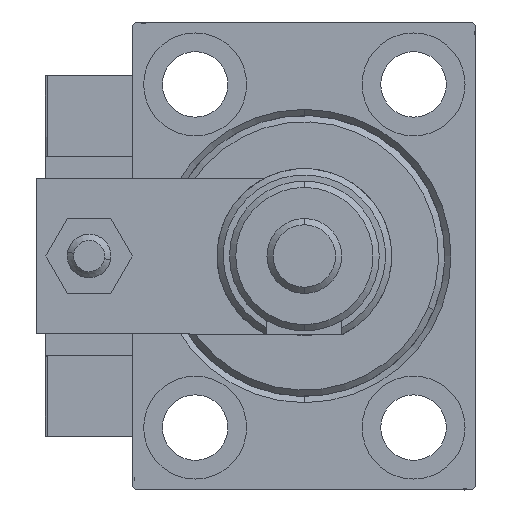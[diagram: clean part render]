
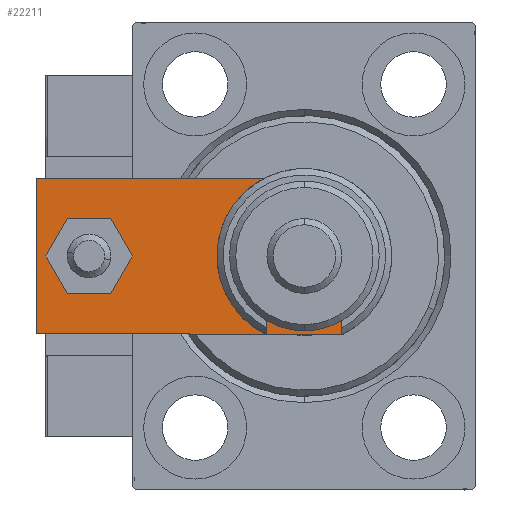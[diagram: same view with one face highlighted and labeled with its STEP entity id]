
A CAD part, left-side view. The second image highlights one B-rep face of the part: STEP entity #22211.
In plain terms, the highlighted face is planar.
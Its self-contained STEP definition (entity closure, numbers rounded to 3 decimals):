
#1652 = ORIENTED_EDGE ( 'NONE', *, *, #5255, .T. ) ;
#2588 = EDGE_CURVE ( 'NONE', #36489, #29510, #47050, .T. ) ;
#4854 = EDGE_CURVE ( 'NONE', #29510, #17346, #49164, .T. ) ;
#5255 = EDGE_CURVE ( 'NONE', #26004, #50090, #25028, .T. ) ;
#6317 = CARTESIAN_POINT ( 'NONE',  ( 12.5, 55., 6. ) ) ;
#6446 = VERTEX_POINT ( 'NONE', #31816 ) ;
#6488 = CARTESIAN_POINT ( 'NONE',  ( -12.5, 5.66, 6. ) ) ;
#7415 = CARTESIAN_POINT ( 'NONE',  ( 0., 0., 6. ) ) ;
#9137 = EDGE_CURVE ( 'NONE', #51391, #42039, #28915, .T. ) ;
#9533 = DIRECTION ( 'NONE',  ( 0., 0., 1. ) ) ;
#9791 = CARTESIAN_POINT ( 'NONE',  ( 0., 12., 6. ) ) ;
#10037 = CARTESIAN_POINT ( 'NONE',  ( 0., 12., 6. ) ) ;
#11226 = EDGE_CURVE ( 'NONE', #6446, #36489, #28445, .T. ) ;
#11432 = EDGE_CURVE ( 'NONE', #50090, #6446, #19079, .T. ) ;
#11678 = DIRECTION ( 'NONE',  ( 1., 0., 0. ) ) ;
#12371 = CARTESIAN_POINT ( 'NONE',  ( 12.5, 0., 6. ) ) ;
#13804 = DIRECTION ( 'NONE',  ( 1., 0., 0. ) ) ;
#13950 = CARTESIAN_POINT ( 'NONE',  ( 4., 46.5, 6. ) ) ;
#13996 = CARTESIAN_POINT ( 'NONE',  ( -12.5, 0., 6. ) ) ;
#14357 = CARTESIAN_POINT ( 'NONE',  ( 0., 46.5, 6. ) ) ;
#15334 = ORIENTED_EDGE ( 'NONE', *, *, #2588, .T. ) ;
#15538 = AXIS2_PLACEMENT_3D ( 'NONE', #14357, #46366, #42892 ) ;
#16092 = ORIENTED_EDGE ( 'NONE', *, *, #47795, .T. ) ;
#16675 = CIRCLE ( 'NONE', #28611, 8.25 ) ;
#17346 = VERTEX_POINT ( 'NONE', #6317 ) ;
#17679 = VECTOR ( 'NONE', #28645, 1000. ) ;
#18907 = FACE_BOUND ( 'NONE', #31867, .T. ) ;
#19079 = LINE ( 'NONE', #23597, #27295 ) ;
#19405 = AXIS2_PLACEMENT_3D ( 'NONE', #9791, #9533, #29806 ) ;
#20230 = VECTOR ( 'NONE', #44044, 1000. ) ;
#20470 = DIRECTION ( 'NONE',  ( 0., 0., 1. ) ) ;
#20545 = ORIENTED_EDGE ( 'NONE', *, *, #11432, .T. ) ;
#21035 = CARTESIAN_POINT ( 'NONE',  ( -12.5, 55., 6. ) ) ;
#22002 = DIRECTION ( 'NONE',  ( 1., 0., 0. ) ) ;
#22009 = CARTESIAN_POINT ( 'NONE',  ( 8.25, 12., 6. ) ) ;
#22211 = ADVANCED_FACE ( 'NONE', ( #18907, #35163, #51441 ), #24208, .T. ) ;
#22707 = VECTOR ( 'NONE', #26788, 1000. ) ;
#22711 = VERTEX_POINT ( 'NONE', #22009 ) ;
#23597 = CARTESIAN_POINT ( 'NONE',  ( -3.42, -3.42, 6. ) ) ;
#24208 = PLANE ( 'NONE',  #35718 ) ;
#25028 = LINE ( 'NONE', #21035, #20230 ) ;
#25385 = EDGE_LOOP ( 'NONE', ( #1652, #20545, #39273, #15334, #34001, #16092 ) ) ;
#26004 = VERTEX_POINT ( 'NONE', #26536 ) ;
#26529 = CARTESIAN_POINT ( 'NONE',  ( 3.42, -3.42, 6. ) ) ;
#26536 = CARTESIAN_POINT ( 'NONE',  ( -12.5, 55., 6. ) ) ;
#26788 = DIRECTION ( 'NONE',  ( 0.707, 0.707, 0. ) ) ;
#27295 = VECTOR ( 'NONE', #39870, 1000. ) ;
#28299 = CIRCLE ( 'NONE', #15538, 4. ) ;
#28445 = LINE ( 'NONE', #13996, #40913 ) ;
#28611 = AXIS2_PLACEMENT_3D ( 'NONE', #10037, #42563, #30841 ) ;
#28645 = DIRECTION ( 'NONE',  ( 0., 1., 0. ) ) ;
#28915 = CIRCLE ( 'NONE', #33174, 4. ) ;
#29216 = ORIENTED_EDGE ( 'NONE', *, *, #51744, .F. ) ;
#29510 = VERTEX_POINT ( 'NONE', #45837 ) ;
#29681 = EDGE_CURVE ( 'NONE', #42039, #51391, #28299, .T. ) ;
#29806 = DIRECTION ( 'NONE',  ( 1., 0., 0. ) ) ;
#29851 = DIRECTION ( 'NONE',  ( -1., 0., 0. ) ) ;
#30115 = CARTESIAN_POINT ( 'NONE',  ( -8.25, 12., 6. ) ) ;
#30841 = DIRECTION ( 'NONE',  ( 1., 0., 0. ) ) ;
#31816 = CARTESIAN_POINT ( 'NONE',  ( -6.84, 0., 6. ) ) ;
#31867 = EDGE_LOOP ( 'NONE', ( #48621, #32039 ) ) ;
#32039 = ORIENTED_EDGE ( 'NONE', *, *, #29681, .F. ) ;
#32041 = VECTOR ( 'NONE', #29851, 1000. ) ;
#33174 = AXIS2_PLACEMENT_3D ( 'NONE', #49285, #50361, #13804 ) ;
#33897 = CIRCLE ( 'NONE', #19405, 8.25 ) ;
#34001 = ORIENTED_EDGE ( 'NONE', *, *, #4854, .T. ) ;
#34114 = LINE ( 'NONE', #40874, #32041 ) ;
#35163 = FACE_OUTER_BOUND ( 'NONE', #25385, .T. ) ;
#35718 = AXIS2_PLACEMENT_3D ( 'NONE', #7415, #20470, #11678 ) ;
#36489 = VERTEX_POINT ( 'NONE', #39758 ) ;
#39273 = ORIENTED_EDGE ( 'NONE', *, *, #11226, .T. ) ;
#39758 = CARTESIAN_POINT ( 'NONE',  ( 6.84, 0., 6. ) ) ;
#39870 = DIRECTION ( 'NONE',  ( 0.707, -0.707, 0. ) ) ;
#40874 = CARTESIAN_POINT ( 'NONE',  ( 12.5, 55., 6. ) ) ;
#40913 = VECTOR ( 'NONE', #22002, 1000. ) ;
#42039 = VERTEX_POINT ( 'NONE', #13950 ) ;
#42563 = DIRECTION ( 'NONE',  ( 0., 0., 1. ) ) ;
#42892 = DIRECTION ( 'NONE',  ( 1., 0., 0. ) ) ;
#44044 = DIRECTION ( 'NONE',  ( 0., -1., 0. ) ) ;
#44617 = EDGE_LOOP ( 'NONE', ( #45653, #29216 ) ) ;
#45653 = ORIENTED_EDGE ( 'NONE', *, *, #48274, .F. ) ;
#45837 = CARTESIAN_POINT ( 'NONE',  ( 12.5, 5.66, 6. ) ) ;
#46366 = DIRECTION ( 'NONE',  ( 0., 0., 1. ) ) ;
#47050 = LINE ( 'NONE', #26529, #22707 ) ;
#47180 = CARTESIAN_POINT ( 'NONE',  ( -4., 46.5, 6. ) ) ;
#47721 = VERTEX_POINT ( 'NONE', #30115 ) ;
#47795 = EDGE_CURVE ( 'NONE', #17346, #26004, #34114, .T. ) ;
#48274 = EDGE_CURVE ( 'NONE', #47721, #22711, #16675, .T. ) ;
#48621 = ORIENTED_EDGE ( 'NONE', *, *, #9137, .F. ) ;
#49164 = LINE ( 'NONE', #12371, #17679 ) ;
#49285 = CARTESIAN_POINT ( 'NONE',  ( 0., 46.5, 6. ) ) ;
#50090 = VERTEX_POINT ( 'NONE', #6488 ) ;
#50361 = DIRECTION ( 'NONE',  ( 0., 0., 1. ) ) ;
#51391 = VERTEX_POINT ( 'NONE', #47180 ) ;
#51441 = FACE_BOUND ( 'NONE', #44617, .T. ) ;
#51744 = EDGE_CURVE ( 'NONE', #22711, #47721, #33897, .T. ) ;
